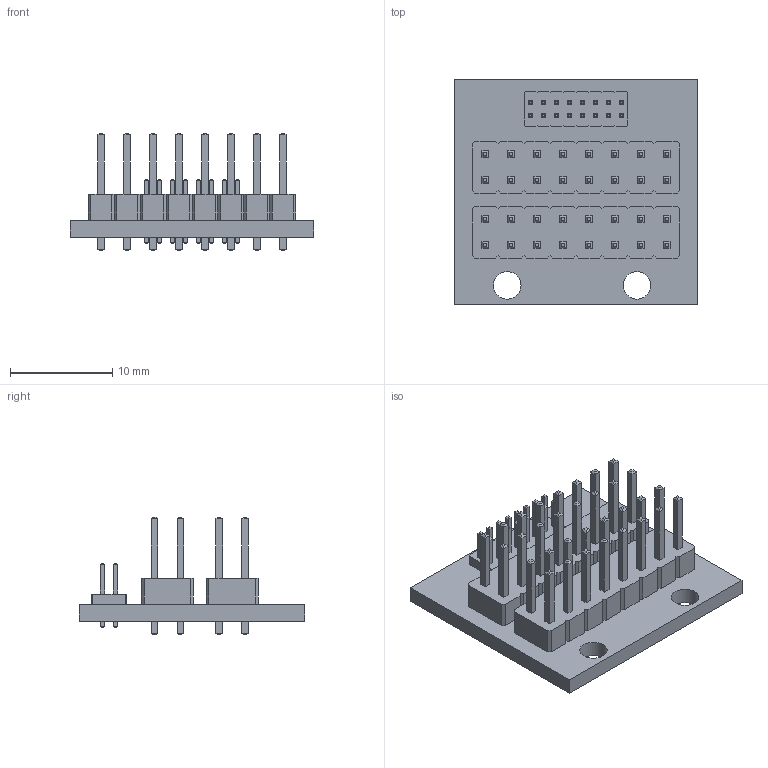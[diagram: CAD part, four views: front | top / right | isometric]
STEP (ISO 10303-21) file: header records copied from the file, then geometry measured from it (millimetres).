
FILE_DESCRIPTION(('KiCad electronic assembly'),'2;1');
FILE_NAME('mod_clip.step','2020-09-23T14:57:55',('Pcbnew'),('Kicad'), 'Open CASCADE STEP processor 7.4','KiCad to STEP converter','Unknown' );
FILE_SCHEMA(('AUTOMOTIVE_DESIGN { 1 0 10303 214 1 1 1 1 }'));
Length unit declared in the file: millimetre
Products named in the file (6): Open CASCADE STEP translator 7.4 1; PinHeader_2x08_P2.54mm_Vertical; SOLID; PinHeader_2x08_P1.27mm_Vertical; COMPOUND
Assembly tree (6 placements, depth 3):
  Open CASCADE STEP translator 7.4 1
    PinHeader_2x08_P2.54mm_Vertical  x2
      SOLID
    PinHeader_2x08_P1.27mm_Vertical
      SOLID
    COMPOUND
Bounding box: 23.88 x 22.1 x 11.54 mm (x, y, z)
Volume: 1460.1 mm3; surface area: 2985.8 mm2
Topology: 4 solids, 4 shells, 1076 faces, 2532 edges, 1560 vertices
Faces by surface type: bspline 1020, cylinder 50, plane 6
Full cylindrical faces by diameter (mm): 0.65 x16, 1 x32, 2.7 x2
Entity records: 43471 total; most frequent: CARTESIAN_POINT 13825, B_SPLINE_CURVE_WITH_KNOTS 4740, ORIENTED_EDGE 3484, PCURVE 3484, DEFINITIONAL_REPRESENTATION 3484, EDGE_CURVE 1742, SURFACE_CURVE 1692, VERTEX_POINT 1076
